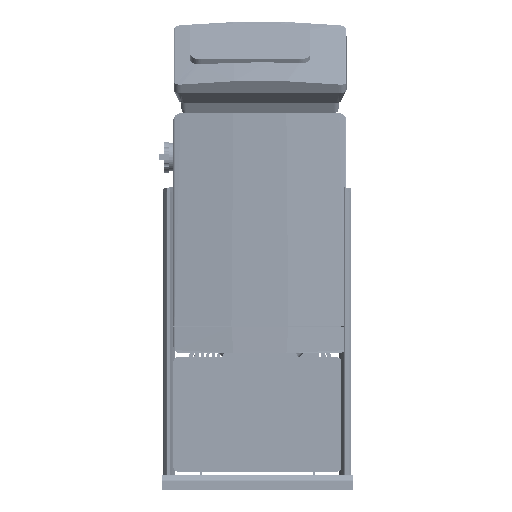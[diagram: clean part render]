
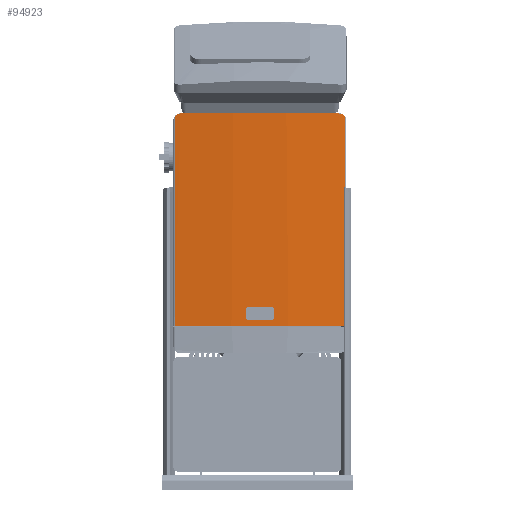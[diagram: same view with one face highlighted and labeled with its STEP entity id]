
A CAD part, front view. The second image highlights one B-rep face of the part: STEP entity #94923.
In plain terms, the highlighted cylindrical face has radius 1452.14 mm (diameter 2904.28 mm), a partial arc.
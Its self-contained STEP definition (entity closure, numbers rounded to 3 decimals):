
#1018=B_SPLINE_CURVE_WITH_KNOTS($,3,(#158815,#158816,#158817,#158818,#158819,
#158820,#158821,#158822,#158823,#158824,#158825,#158826),.UNSPECIFIED.,
 .F.,.F.,(4,2,2,2,2,4),(50.621,52.857,55.511,
58.165,60.819,63.473),.UNSPECIFIED.);
#1019=B_SPLINE_CURVE_WITH_KNOTS($,3,(#158829,#158830,#158831,#158832,#158833,
#158834,#158835,#158836,#158837,#158838,#158839,#158840),.UNSPECIFIED.,
 .F.,.F.,(4,2,2,2,2,4),(21.151,23.805,26.459,
29.113,31.768,34.003),.UNSPECIFIED.);
#9843=FACE_OUTER_BOUND($,#16146,.T.);
#16146=EDGE_LOOP($,(#84488,#84489,#84490,#84491,#84492,#84493));
#20458=CIRCLE($,#103998,1452.138);
#20464=CIRCLE($,#104010,1452.138);
#28400=LINE($,#158756,#37596);
#28403=LINE($,#158813,#37599);
#37596=VECTOR($,#128825,411.147);
#37599=VECTOR($,#128834,411.147);
#46846=VERTEX_POINT($,#158708);
#46847=VERTEX_POINT($,#158710);
#46856=VERTEX_POINT($,#158755);
#46861=VERTEX_POINT($,#158812);
#46862=VERTEX_POINT($,#158814);
#46863=VERTEX_POINT($,#158827);
#59658=EDGE_CURVE($,#46847,#46846,#20458,.T.);
#59671=EDGE_CURVE($,#46847,#46856,#28400,.T.);
#59678=EDGE_CURVE($,#46846,#46861,#28403,.T.);
#59679=EDGE_CURVE($,#46861,#46862,#1018,.T.);
#59680=EDGE_CURVE($,#46862,#46863,#20464,.T.);
#59681=EDGE_CURVE($,#46863,#46856,#1019,.T.);
#84488=ORIENTED_EDGE($,*,*,#59658,.T.);
#84489=ORIENTED_EDGE($,*,*,#59678,.T.);
#84490=ORIENTED_EDGE($,*,*,#59679,.T.);
#84491=ORIENTED_EDGE($,*,*,#59680,.T.);
#84492=ORIENTED_EDGE($,*,*,#59681,.T.);
#84493=ORIENTED_EDGE($,*,*,#59671,.F.);
#90367=CYLINDRICAL_SURFACE($,#104009,1452.138);
#94923=ADVANCED_FACE($,(#9843),#90367,.T.);
#103998=AXIS2_PLACEMENT_3D($,#158711,#128800,#128801);
#104009=AXIS2_PLACEMENT_3D($,#158811,#128832,#128833);
#104010=AXIS2_PLACEMENT_3D($,#158828,#128835,#128836);
#128800=DIRECTION('center_axis',(0.,0.,1.));
#128801=DIRECTION('ref_axis',(0.,-1.,0.));
#128825=DIRECTION($,(0.,0.,1.));
#128832=DIRECTION('center_axis',(0.,0.,1.));
#128833=DIRECTION('ref_axis',(0.,-1.,0.));
#128834=DIRECTION($,(0.,0.,1.));
#128835=DIRECTION('center_axis',(0.,0.,-1.));
#128836=DIRECTION('ref_axis',(0.,-1.,0.));
#158708=CARTESIAN_POINT('',(172.381,4.989,297.032));
#158710=CARTESIAN_POINT('',(-162.391,4.989,297.032));
#158711=CARTESIAN_POINT('Origin',(4.995,1447.448,297.032));
#158755=CARTESIAN_POINT('',(-162.391,4.989,708.178));
#158756=CARTESIAN_POINT($,(-162.391,4.989,243.032));
#158811=CARTESIAN_POINT('Origin',(4.995,1447.448,243.032));
#158812=CARTESIAN_POINT('',(172.381,4.989,708.178));
#158813=CARTESIAN_POINT($,(172.381,4.989,243.032));
#158814=CARTESIAN_POINT('',(160.995,3.713,714.032));
#158815=CARTESIAN_POINT('Ctrl Pts',(172.381,4.989,708.178));
#158816=CARTESIAN_POINT('Ctrl Pts',(171.929,4.937,708.809));
#158817=CARTESIAN_POINT('Ctrl Pts',(171.431,4.879,709.393));
#158818=CARTESIAN_POINT('Ctrl Pts',(170.284,4.747,710.543));
#158819=CARTESIAN_POINT('Ctrl Pts',(169.581,4.667,711.128));
#158820=CARTESIAN_POINT('Ctrl Pts',(168.049,4.493,712.16));
#158821=CARTESIAN_POINT('Ctrl Pts',(167.221,4.399,712.606));
#158822=CARTESIAN_POINT('Ctrl Pts',(165.494,4.206,713.322));
#158823=CARTESIAN_POINT('Ctrl Pts',(164.594,4.106,713.592));
#158824=CARTESIAN_POINT('Ctrl Pts',(162.784,3.908,713.947));
#158825=CARTESIAN_POINT('Ctrl Pts',(161.875,3.808,714.032));
#158826=CARTESIAN_POINT('Ctrl Pts',(160.995,3.713,714.032));
#158827=CARTESIAN_POINT('',(-151.005,3.713,714.032));
#158828=CARTESIAN_POINT('Origin',(4.995,1447.448,714.032));
#158829=CARTESIAN_POINT('Ctrl Pts',(-151.005,3.713,
714.032));
#158830=CARTESIAN_POINT('Ctrl Pts',(-151.885,3.808,
714.032));
#158831=CARTESIAN_POINT('Ctrl Pts',(-152.794,3.908,713.947));
#158832=CARTESIAN_POINT('Ctrl Pts',(-154.604,4.106,
713.592));
#158833=CARTESIAN_POINT('Ctrl Pts',(-155.504,4.206,713.322));
#158834=CARTESIAN_POINT('Ctrl Pts',(-157.231,4.399,
712.606));
#158835=CARTESIAN_POINT('Ctrl Pts',(-158.059,4.493,712.16));
#158836=CARTESIAN_POINT('Ctrl Pts',(-159.591,4.667,711.128));
#158837=CARTESIAN_POINT('Ctrl Pts',(-160.294,4.747,
710.543));
#158838=CARTESIAN_POINT('Ctrl Pts',(-161.441,4.879,
709.393));
#158839=CARTESIAN_POINT('Ctrl Pts',(-161.939,4.937,
708.809));
#158840=CARTESIAN_POINT('Ctrl Pts',(-162.391,4.989,708.178));
